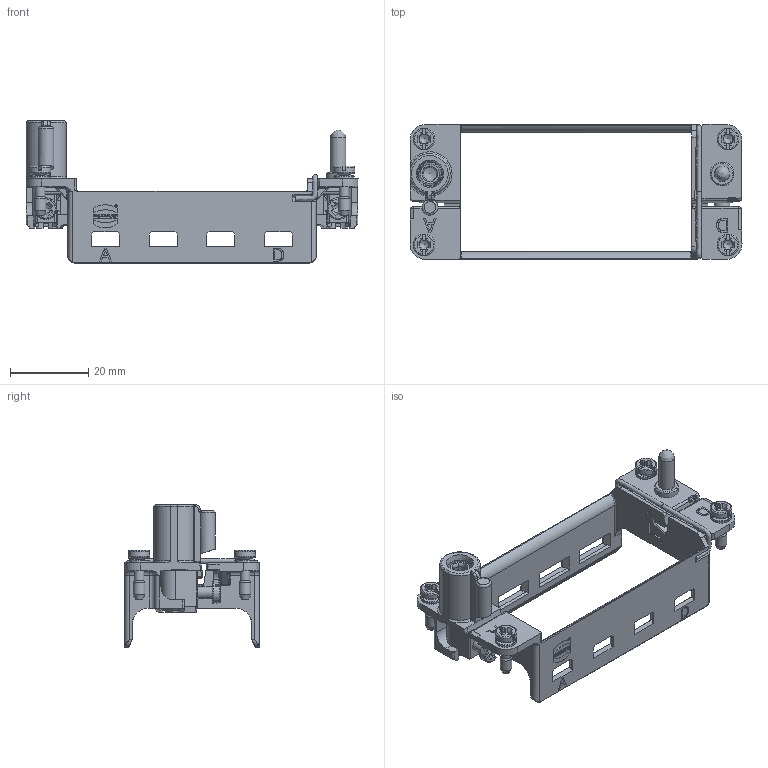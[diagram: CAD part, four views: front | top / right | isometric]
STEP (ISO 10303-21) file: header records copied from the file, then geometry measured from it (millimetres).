
FILE_DESCRIPTION(/* description */ (''),/* implementation_level */ '2;1');
FILE_NAME(/* name */ '100661697ugm000_b.stp',/* time_stamp */ '2017-09-28T17:08:51+02:00',/* author */ (''),/* organization */ (''),/* preprocessor_version */ 'ST-DEVELOPER v16',/* originating_system */ 'SIEMENS PLM Software NX 10.0',/* authorisation */ '');
FILE_SCHEMA (('AUTOMOTIVE_DESIGN { 1 0 10303 214 3 1 1 1 }'));
Length unit declared in the file: millimetre
Products named in the file (1): 100661697ugm000_b
Bounding box: 84.65 x 34.41 x 36.3 mm (x, y, z)
Volume: 10368.5 mm3; surface area: 12143.8 mm2
Topology: 3 solids, 3 shells, 1420 faces, 3897 edges, 2511 vertices
Faces by surface type: plane 809, cylinder 212, bspline 162, cone 134, torus 93, extrusion 6, sphere 4
Full cylindrical faces by diameter (mm): 0.409 x1, 0.6 x1, 2.279 x2, 2.479 x2, 2.5 x8, 3 x5, 3.45 x1, 3.97 x1, 4 x1, 4.25 x1, 4.75 x1, 5.4 x1, 5.5 x5, 5.85 x1, 6.05 x2, 6.35 x1
Entity records: 52465 total; most frequent: CARTESIAN_POINT 15574, ORIENTED_EDGE 7556, DIRECTION 6394, EDGE_CURVE 3778, VERTEX_POINT 2468, AXIS2_PLACEMENT_3D 2195, VECTOR 2004, LINE 1998
